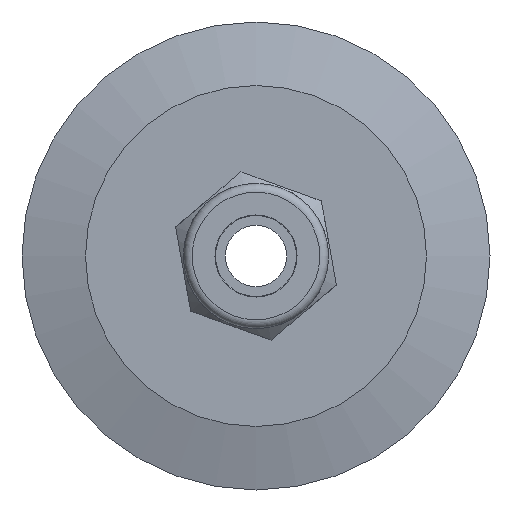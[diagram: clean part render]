
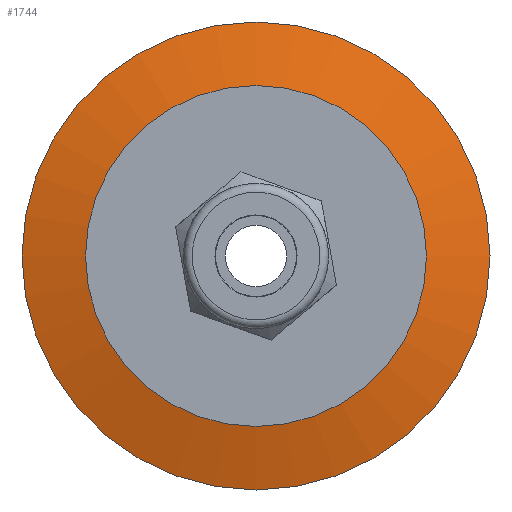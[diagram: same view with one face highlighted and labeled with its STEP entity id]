
A CAD part, left-side view. The second image highlights one B-rep face of the part: STEP entity #1744.
In plain terms, the highlighted conical face has half-angle 75 degrees and reference radius 27.5 mm.
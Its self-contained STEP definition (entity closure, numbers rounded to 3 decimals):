
#604 = CARTESIAN_POINT ( 'NONE',  ( -6.95, 0., 0. ) ) ;
#1304 = CARTESIAN_POINT ( 'NONE',  ( -8.95, 0., -20.036 ) ) ;
#1716 = ORIENTED_EDGE ( 'NONE', *, *, #8170, .T. ) ;
#1744 = ADVANCED_FACE ( 'NONE', ( #2943, #7308 ), #8097, .T. ) ;
#1977 = VERTEX_POINT ( 'NONE', #2016 ) ;
#2016 = CARTESIAN_POINT ( 'NONE',  ( -6.95, 0., -27.5 ) ) ;
#2107 = AXIS2_PLACEMENT_3D ( 'NONE', #6305, #6779, #6170 ) ;
#2392 = EDGE_LOOP ( 'NONE', ( #4570 ) ) ;
#2943 = FACE_BOUND ( 'NONE', #8051, .T. ) ;
#3358 = VERTEX_POINT ( 'NONE', #1304 ) ;
#3778 = CARTESIAN_POINT ( 'NONE',  ( -8.95, 0., 0. ) ) ;
#4361 = EDGE_CURVE ( 'NONE', #1977, #1977, #7001, .T. ) ;
#4374 = CIRCLE ( 'NONE', #4824, 20.036 ) ;
#4570 = ORIENTED_EDGE ( 'NONE', *, *, #4361, .F. ) ;
#4824 = AXIS2_PLACEMENT_3D ( 'NONE', #3778, #5097, #6388 ) ;
#5097 = DIRECTION ( 'NONE',  ( 1., 0., 0. ) ) ;
#6170 = DIRECTION ( 'NONE',  ( 0., 0., -1. ) ) ;
#6305 = CARTESIAN_POINT ( 'NONE',  ( -6.95, 0., 0. ) ) ;
#6388 = DIRECTION ( 'NONE',  ( 0., 0., -1. ) ) ;
#6779 = DIRECTION ( 'NONE',  ( 1., 0., 0. ) ) ;
#6915 = DIRECTION ( 'NONE',  ( 0., 0., -1. ) ) ;
#7001 = CIRCLE ( 'NONE', #2107, 27.5 ) ;
#7308 = FACE_OUTER_BOUND ( 'NONE', #2392, .T. ) ;
#7355 = AXIS2_PLACEMENT_3D ( 'NONE', #604, #8083, #6915 ) ;
#8051 = EDGE_LOOP ( 'NONE', ( #1716 ) ) ;
#8083 = DIRECTION ( 'NONE',  ( 1., 0., 0. ) ) ;
#8097 = CONICAL_SURFACE ( 'NONE', #7355, 27.5, 1.309 ) ;
#8170 = EDGE_CURVE ( 'NONE', #3358, #3358, #4374, .T. ) ;
